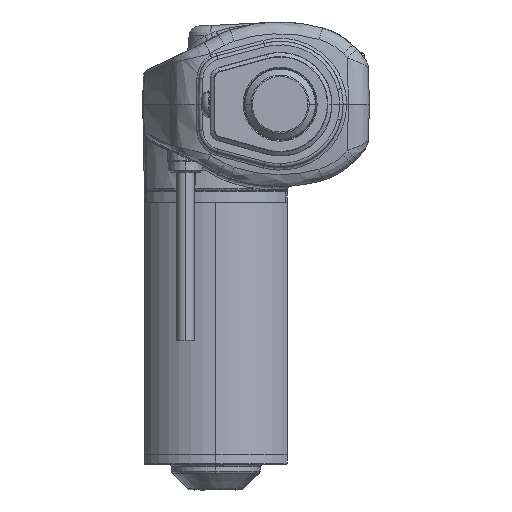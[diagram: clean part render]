
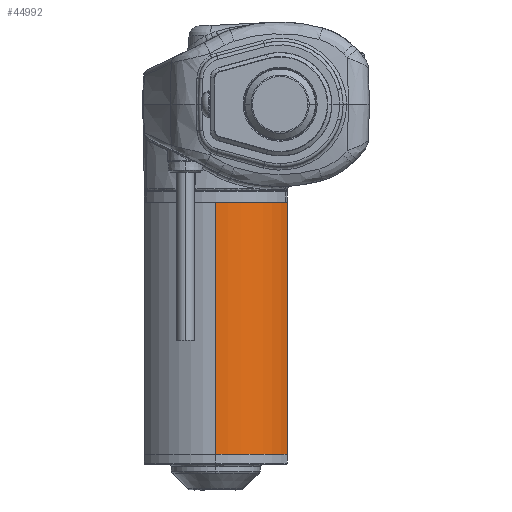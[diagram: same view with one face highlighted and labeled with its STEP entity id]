
A CAD part, left-side view. The second image highlights one B-rep face of the part: STEP entity #44992.
In plain terms, the highlighted cylindrical face has radius 22.5 mm (diameter 45 mm), a partial arc.
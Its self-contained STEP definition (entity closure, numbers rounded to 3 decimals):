
#1469 = EDGE_CURVE ( 'NONE', #43628, #43606, #6945, .T. ) ;
#1582 = EDGE_CURVE ( 'NONE', #43534, #43628, #7053, .T. ) ;
#1694 = EDGE_CURVE ( 'NONE', #43606, #43612, #7188, .T. ) ;
#2360 = AXIS2_PLACEMENT_3D ( 'NONE', #41821, #41781, #41868 ) ;
#2584 = EDGE_CURVE ( 'NONE', #43534, #43612, #11451, .T. ) ;
#6945 = CIRCLE ( 'NONE', #2360, 22.5 ) ;
#7053 = LINE ( 'NONE', #43413, #7059 ) ;
#7059 = VECTOR ( 'NONE', #43477, 1000. ) ;
#7180 = VECTOR ( 'NONE', #35977, 1000. ) ;
#7188 = LINE ( 'NONE', #35971, #7180 ) ;
#7757 = EDGE_LOOP ( 'NONE', ( #9838, #9865, #9843, #9854 ) ) ;
#9838 = ORIENTED_EDGE ( 'NONE', *, *, #2584, .F. ) ;
#9843 = ORIENTED_EDGE ( 'NONE', *, *, #1469, .T. ) ;
#9854 = ORIENTED_EDGE ( 'NONE', *, *, #1694, .T. ) ;
#9865 = ORIENTED_EDGE ( 'NONE', *, *, #1582, .T. ) ;
#10124 = AXIS2_PLACEMENT_3D ( 'NONE', #13512, #13510, #13490 ) ;
#10433 = AXIS2_PLACEMENT_3D ( 'NONE', #28450, #28464, #28437 ) ;
#11451 = CIRCLE ( 'NONE', #10124, 22.5 ) ;
#13490 = DIRECTION ( 'NONE',  ( -1., 0., 0. ) ) ;
#13510 = DIRECTION ( 'NONE',  ( 0., 0., 1. ) ) ;
#13512 = CARTESIAN_POINT ( 'NONE',  ( 1.32, 18.293, -27.4 ) ) ;
#21747 = CYLINDRICAL_SURFACE ( 'NONE', #10433, 22.5 ) ;
#21775 = FACE_OUTER_BOUND ( 'NONE', #7757, .T. ) ;
#24825 = CARTESIAN_POINT ( 'NONE',  ( -21.18, 18.293, -27.4 ) ) ;
#24893 = CARTESIAN_POINT ( 'NONE',  ( -8.988, -1.707, -97.9 ) ) ;
#24900 = CARTESIAN_POINT ( 'NONE',  ( -8.988, -1.707, -27.4 ) ) ;
#24941 = CARTESIAN_POINT ( 'NONE',  ( -21.18, 18.293, -97.9 ) ) ;
#28437 = DIRECTION ( 'NONE',  ( -1., 0., 0. ) ) ;
#28450 = CARTESIAN_POINT ( 'NONE',  ( 1.32, 18.293, -27.4 ) ) ;
#28464 = DIRECTION ( 'NONE',  ( 0., 0., -1. ) ) ;
#35971 = CARTESIAN_POINT ( 'NONE',  ( -8.988, -1.707, -27.4 ) ) ;
#35977 = DIRECTION ( 'NONE',  ( 0., 0., 1. ) ) ;
#41781 = DIRECTION ( 'NONE',  ( 0., 0., 1. ) ) ;
#41821 = CARTESIAN_POINT ( 'NONE',  ( 1.32, 18.293, -97.9 ) ) ;
#41868 = DIRECTION ( 'NONE',  ( -1., 0., 0. ) ) ;
#43413 = CARTESIAN_POINT ( 'NONE',  ( -21.18, 18.293, -27.4 ) ) ;
#43477 = DIRECTION ( 'NONE',  ( 0., 0., -1. ) ) ;
#43534 = VERTEX_POINT ( 'NONE', #24825 ) ;
#43606 = VERTEX_POINT ( 'NONE', #24893 ) ;
#43612 = VERTEX_POINT ( 'NONE', #24900 ) ;
#43628 = VERTEX_POINT ( 'NONE', #24941 ) ;
#44992 = ADVANCED_FACE ( 'NONE', ( #21775 ), #21747, .T. ) ;
